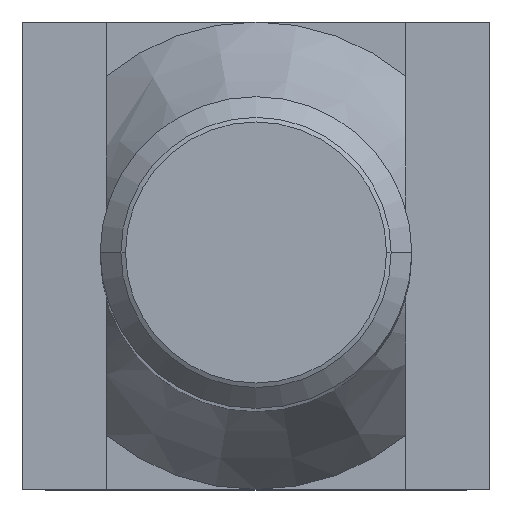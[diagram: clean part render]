
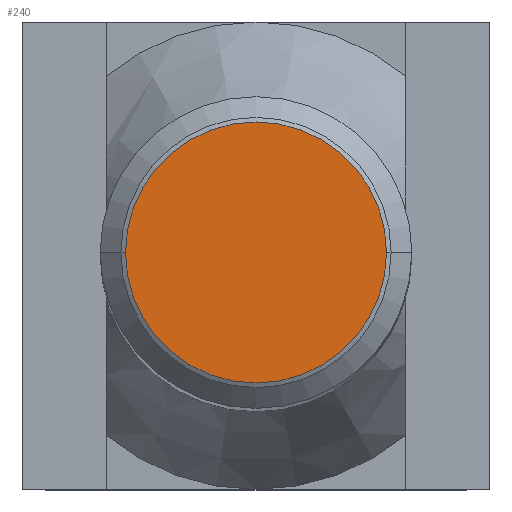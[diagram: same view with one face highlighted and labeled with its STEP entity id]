
A CAD part, top view. The second image highlights one B-rep face of the part: STEP entity #240.
In plain terms, the highlighted planar face has unit normal (0, 0, 1).
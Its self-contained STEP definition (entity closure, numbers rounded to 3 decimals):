
#240=ADVANCED_FACE('',(#505),#506,.T.);
#278=EDGE_CURVE('',#380,#308,#549,.T.);
#292=EDGE_CURVE('',#308,#380,#566,.T.);
#308=VERTEX_POINT('',#582);
#380=VERTEX_POINT('',#662);
#505=FACE_OUTER_BOUND('',#840,.T.);
#506=PLANE('',#841);
#549=CIRCLE('',#897,4.188);
#566=CIRCLE('',#917,4.188);
#582=CARTESIAN_POINT('',(-4.188,0.,63.0));
#662=CARTESIAN_POINT('',(4.188,0.,63.0));
#840=EDGE_LOOP('',(#1175,#1176));
#841=AXIS2_PLACEMENT_3D('',#1177,#1178,#1179);
#897=AXIS2_PLACEMENT_3D('',#1239,#1240,#1241);
#917=AXIS2_PLACEMENT_3D('',#1266,#1267,#1268);
#1175=ORIENTED_EDGE('',*,*,#278,.T.);
#1176=ORIENTED_EDGE('',*,*,#292,.T.);
#1177=CARTESIAN_POINT('',(-2.125,0.,63.0));
#1178=DIRECTION('',(0.0,0.0,1.0));
#1179=DIRECTION('',(-1.0,0.,0.0));
#1239=CARTESIAN_POINT('',(0.,0.,63.0));
#1240=DIRECTION('',(0.0,-0.0,1.0));
#1241=DIRECTION('',(1.0,0.,0.0));
#1266=CARTESIAN_POINT('',(0.,0.,63.0));
#1267=DIRECTION('',(0.0,-0.0,1.0));
#1268=DIRECTION('',(1.0,0.,0.0));
